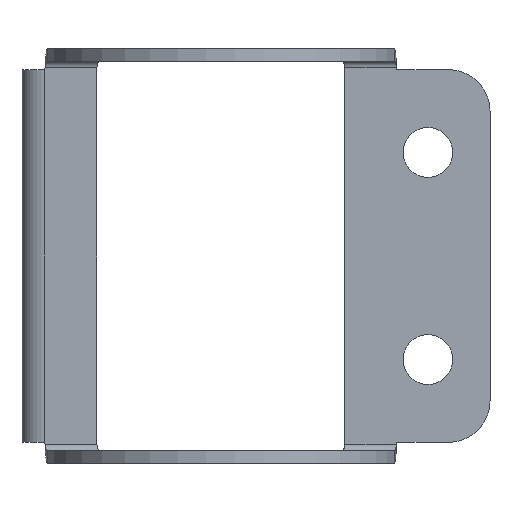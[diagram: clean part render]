
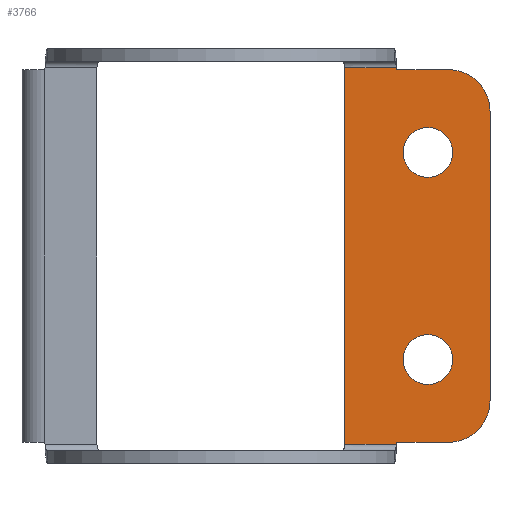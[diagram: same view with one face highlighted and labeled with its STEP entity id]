
A CAD part, front view. The second image highlights one B-rep face of the part: STEP entity #3766.
In plain terms, the highlighted planar face has unit normal (0, -1, 0).
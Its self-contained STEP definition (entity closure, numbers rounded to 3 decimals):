
#19 = LINE ( 'NONE', #643, #2744 ) ;
#36 = FACE_BOUND ( 'NONE', #479, .T. ) ;
#57 = EDGE_CURVE ( 'NONE', #1475, #3407, #4384, .T. ) ;
#58 = FACE_BOUND ( 'NONE', #2445, .T. ) ;
#135 = CARTESIAN_POINT ( 'NONE',  ( 65., -5.5, 35. ) ) ;
#186 = CARTESIAN_POINT ( 'NONE',  ( 29.896, -5.5, -45. ) ) ;
#195 = VECTOR ( 'NONE', #2449, 1000. ) ;
#216 = ORIENTED_EDGE ( 'NONE', *, *, #957, .F. ) ;
#288 = DIRECTION ( 'NONE',  ( 0., 0., 1. ) ) ;
#313 = DIRECTION ( 'NONE',  ( 1., 0., 0. ) ) ;
#405 = EDGE_CURVE ( 'NONE', #3373, #3390, #713, .T. ) ;
#419 = CARTESIAN_POINT ( 'NONE',  ( 42.438, -5.5, -45.5 ) ) ;
#464 = CARTESIAN_POINT ( 'NONE',  ( -42.5, -5.5, 45.5 ) ) ;
#479 = EDGE_LOOP ( 'NONE', ( #2849, #2624 ) ) ;
#522 = CIRCLE ( 'NONE', #1875, 6. ) ;
#614 = DIRECTION ( 'NONE',  ( 0., 0., -1. ) ) ;
#643 = CARTESIAN_POINT ( 'NONE',  ( -42.5, -5.5, 45. ) ) ;
#656 = VERTEX_POINT ( 'NONE', #3286 ) ;
#674 = LINE ( 'NONE', #1772, #2726 ) ;
#713 = CIRCLE ( 'NONE', #3242, 10. ) ;
#718 = AXIS2_PLACEMENT_3D ( 'NONE', #1618, #970, #2732 ) ;
#727 = VERTEX_POINT ( 'NONE', #2267 ) ;
#730 = EDGE_CURVE ( 'NONE', #792, #3895, #1859, .T. ) ;
#788 = ORIENTED_EDGE ( 'NONE', *, *, #1112, .T. ) ;
#790 = PLANE ( 'NONE',  #4412 ) ;
#792 = VERTEX_POINT ( 'NONE', #135 ) ;
#888 = DIRECTION ( 'NONE',  ( 0., 0., 1. ) ) ;
#957 = EDGE_CURVE ( 'NONE', #3796, #2650, #1901, .T. ) ;
#970 = DIRECTION ( 'NONE',  ( 0., 1., 0. ) ) ;
#979 = VERTEX_POINT ( 'NONE', #4381 ) ;
#980 = EDGE_CURVE ( 'NONE', #727, #2963, #2675, .T. ) ;
#1025 = CARTESIAN_POINT ( 'NONE',  ( 55., -5.5, -35. ) ) ;
#1112 = EDGE_CURVE ( 'NONE', #656, #3407, #674, .T. ) ;
#1118 = DIRECTION ( 'NONE',  ( 0., 0., 1. ) ) ;
#1140 = EDGE_CURVE ( 'NONE', #979, #2650, #4456, .T. ) ;
#1171 = LINE ( 'NONE', #186, #3348 ) ;
#1196 = EDGE_CURVE ( 'NONE', #3796, #656, #1171, .T. ) ;
#1199 = CARTESIAN_POINT ( 'NONE',  ( 55., -5.5, 45. ) ) ;
#1288 = DIRECTION ( 'NONE',  ( 0., 1., 0. ) ) ;
#1351 = AXIS2_PLACEMENT_3D ( 'NONE', #1949, #1924, #3579 ) ;
#1391 = EDGE_CURVE ( 'NONE', #3390, #792, #3085, .T. ) ;
#1397 = DIRECTION ( 'NONE',  ( 0., 1., 0. ) ) ;
#1475 = VERTEX_POINT ( 'NONE', #2752 ) ;
#1484 = ORIENTED_EDGE ( 'NONE', *, *, #3297, .F. ) ;
#1581 = CARTESIAN_POINT ( 'NONE',  ( -42.5, -5.5, -45. ) ) ;
#1618 = CARTESIAN_POINT ( 'NONE',  ( 50., -5.5, 25. ) ) ;
#1732 = AXIS2_PLACEMENT_3D ( 'NONE', #3283, #2922, #888 ) ;
#1760 = ORIENTED_EDGE ( 'NONE', *, *, #1196, .T. ) ;
#1761 = CARTESIAN_POINT ( 'NONE',  ( 65., -5.5, -35. ) ) ;
#1772 = CARTESIAN_POINT ( 'NONE',  ( -42.5, -5.5, -45.5 ) ) ;
#1773 = CARTESIAN_POINT ( 'NONE',  ( 50., -5.5, 25. ) ) ;
#1795 = DIRECTION ( 'NONE',  ( 0., 1., 0. ) ) ;
#1829 = ORIENTED_EDGE ( 'NONE', *, *, #4044, .T. ) ;
#1859 = CIRCLE ( 'NONE', #1351, 10. ) ;
#1875 = AXIS2_PLACEMENT_3D ( 'NONE', #2867, #2502, #1118 ) ;
#1901 = LINE ( 'NONE', #464, #2602 ) ;
#1924 = DIRECTION ( 'NONE',  ( 0., -1., 0. ) ) ;
#1949 = CARTESIAN_POINT ( 'NONE',  ( 55., -5.5, 35. ) ) ;
#2093 = AXIS2_PLACEMENT_3D ( 'NONE', #1773, #1795, #4196 ) ;
#2169 = ORIENTED_EDGE ( 'NONE', *, *, #405, .T. ) ;
#2215 = CARTESIAN_POINT ( 'NONE',  ( 50., -5.5, -31. ) ) ;
#2267 = CARTESIAN_POINT ( 'NONE',  ( 50., -5.5, 19. ) ) ;
#2369 = CARTESIAN_POINT ( 'NONE',  ( 0., -5.5, -43.212 ) ) ;
#2374 = CARTESIAN_POINT ( 'NONE',  ( 50., -5.5, -19. ) ) ;
#2445 = EDGE_LOOP ( 'NONE', ( #1829, #3338 ) ) ;
#2449 = DIRECTION ( 'NONE',  ( 0., 0., 1. ) ) ;
#2486 = CARTESIAN_POINT ( 'NONE',  ( -42.5, -5.5, -45. ) ) ;
#2502 = DIRECTION ( 'NONE',  ( 0., 1., 0. ) ) ;
#2509 = AXIS2_PLACEMENT_3D ( 'NONE', #4195, #3110, #3427 ) ;
#2586 = ORIENTED_EDGE ( 'NONE', *, *, #730, .T. ) ;
#2602 = VECTOR ( 'NONE', #4318, 1000. ) ;
#2613 = ORIENTED_EDGE ( 'NONE', *, *, #57, .F. ) ;
#2623 = VERTEX_POINT ( 'NONE', #2374 ) ;
#2624 = ORIENTED_EDGE ( 'NONE', *, *, #4237, .T. ) ;
#2650 = VERTEX_POINT ( 'NONE', #3779 ) ;
#2675 = CIRCLE ( 'NONE', #718, 6. ) ;
#2706 = EDGE_CURVE ( 'NONE', #2623, #4231, #522, .T. ) ;
#2726 = VECTOR ( 'NONE', #3856, 1000. ) ;
#2732 = DIRECTION ( 'NONE',  ( 0., 0., 1. ) ) ;
#2740 = VECTOR ( 'NONE', #2966, 1000. ) ;
#2744 = VECTOR ( 'NONE', #313, 1000. ) ;
#2752 = CARTESIAN_POINT ( 'NONE',  ( 42.462, -5.5, -45. ) ) ;
#2783 = DIRECTION ( 'NONE',  ( 0., 0., -1. ) ) ;
#2849 = ORIENTED_EDGE ( 'NONE', *, *, #2706, .T. ) ;
#2867 = CARTESIAN_POINT ( 'NONE',  ( 50., -5.5, -25. ) ) ;
#2906 = ORIENTED_EDGE ( 'NONE', *, *, #4377, .T. ) ;
#2922 = DIRECTION ( 'NONE',  ( 0., 1., 0. ) ) ;
#2963 = VERTEX_POINT ( 'NONE', #3805 ) ;
#2966 = DIRECTION ( 'NONE',  ( 1., 0., 0. ) ) ;
#3014 = DIRECTION ( 'NONE',  ( 0., -1., 0. ) ) ;
#3085 = LINE ( 'NONE', #3145, #195 ) ;
#3110 = DIRECTION ( 'NONE',  ( 0., -1., 0. ) ) ;
#3145 = CARTESIAN_POINT ( 'NONE',  ( 65., -5.5, -45. ) ) ;
#3188 = ORIENTED_EDGE ( 'NONE', *, *, #1140, .T. ) ;
#3242 = AXIS2_PLACEMENT_3D ( 'NONE', #1025, #3014, #288 ) ;
#3258 = EDGE_LOOP ( 'NONE', ( #2906, #2169, #4255, #2586, #1484, #3188, #216, #1760, #788, #2613 ) ) ;
#3279 = CARTESIAN_POINT ( 'NONE',  ( 29.896, -5.5, 45.5 ) ) ;
#3283 = CARTESIAN_POINT ( 'NONE',  ( 50., -5.5, -25. ) ) ;
#3286 = CARTESIAN_POINT ( 'NONE',  ( 29.896, -5.5, -45.5 ) ) ;
#3297 = EDGE_CURVE ( 'NONE', #979, #3895, #19, .T. ) ;
#3338 = ORIENTED_EDGE ( 'NONE', *, *, #980, .T. ) ;
#3348 = VECTOR ( 'NONE', #3976, 1000. ) ;
#3373 = VERTEX_POINT ( 'NONE', #4208 ) ;
#3390 = VERTEX_POINT ( 'NONE', #1761 ) ;
#3407 = VERTEX_POINT ( 'NONE', #419 ) ;
#3427 = DIRECTION ( 'NONE',  ( 0., 0., 1. ) ) ;
#3579 = DIRECTION ( 'NONE',  ( 0., 0., 1. ) ) ;
#3693 = CIRCLE ( 'NONE', #1732, 6. ) ;
#3751 = LINE ( 'NONE', #1581, #2740 ) ;
#3766 = ADVANCED_FACE ( 'NONE', ( #58, #36, #4157 ), #790, .F. ) ;
#3779 = CARTESIAN_POINT ( 'NONE',  ( 42.438, -5.5, 45.5 ) ) ;
#3796 = VERTEX_POINT ( 'NONE', #3279 ) ;
#3805 = CARTESIAN_POINT ( 'NONE',  ( 50., -5.5, 31. ) ) ;
#3856 = DIRECTION ( 'NONE',  ( 1., 0., 0. ) ) ;
#3895 = VERTEX_POINT ( 'NONE', #1199 ) ;
#3976 = DIRECTION ( 'NONE',  ( 0., 0., -1. ) ) ;
#4044 = EDGE_CURVE ( 'NONE', #2963, #727, #4047, .T. ) ;
#4047 = CIRCLE ( 'NONE', #2093, 6. ) ;
#4157 = FACE_OUTER_BOUND ( 'NONE', #3258, .T. ) ;
#4195 = CARTESIAN_POINT ( 'NONE',  ( 0., -5.5, 43.212 ) ) ;
#4196 = DIRECTION ( 'NONE',  ( 0., 0., 1. ) ) ;
#4208 = CARTESIAN_POINT ( 'NONE',  ( 55., -5.5, -45. ) ) ;
#4231 = VERTEX_POINT ( 'NONE', #2215 ) ;
#4237 = EDGE_CURVE ( 'NONE', #4231, #2623, #3693, .T. ) ;
#4255 = ORIENTED_EDGE ( 'NONE', *, *, #1391, .T. ) ;
#4310 = AXIS2_PLACEMENT_3D ( 'NONE', #2369, #1288, #614 ) ;
#4318 = DIRECTION ( 'NONE',  ( 1., 0., 0. ) ) ;
#4377 = EDGE_CURVE ( 'NONE', #1475, #3373, #3751, .T. ) ;
#4381 = CARTESIAN_POINT ( 'NONE',  ( 42.462, -5.5, 45. ) ) ;
#4384 = CIRCLE ( 'NONE', #4310, 42.5 ) ;
#4412 = AXIS2_PLACEMENT_3D ( 'NONE', #2486, #1397, #2783 ) ;
#4456 = CIRCLE ( 'NONE', #2509, 42.5 ) ;
